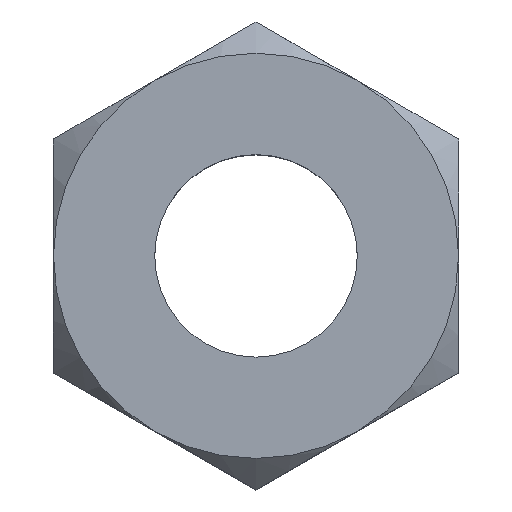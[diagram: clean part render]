
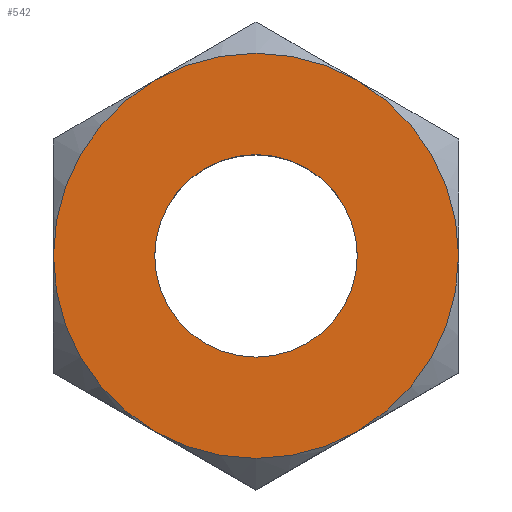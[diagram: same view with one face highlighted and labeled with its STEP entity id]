
A CAD part, top view. The second image highlights one B-rep face of the part: STEP entity #542.
In plain terms, the highlighted planar face has unit normal (0, 0, 1).
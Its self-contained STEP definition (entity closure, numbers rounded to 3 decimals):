
#9 = AXIS2_PLACEMENT_3D ( 'NONE', #563, #69, #691 ) ;
#26 = FACE_OUTER_BOUND ( 'NONE', #301, .T. ) ;
#39 = DIRECTION ( 'NONE',  ( 0., 0., 1. ) ) ;
#40 = EDGE_CURVE ( 'NONE', #575, #160, #726, .T. ) ;
#53 = DIRECTION ( 'NONE',  ( 1., 0., 0. ) ) ;
#69 = DIRECTION ( 'NONE',  ( 0., 0., 1. ) ) ;
#92 = ORIENTED_EDGE ( 'NONE', *, *, #708, .T. ) ;
#93 = VERTEX_POINT ( 'NONE', #509 ) ;
#96 = CIRCLE ( 'NONE', #198, 5. ) ;
#99 = DIRECTION ( 'NONE',  ( 1., 0., 0. ) ) ;
#101 = CARTESIAN_POINT ( 'NONE',  ( 0., 0., 0. ) ) ;
#103 = CARTESIAN_POINT ( 'NONE',  ( 2.5, 0., 0. ) ) ;
#107 = AXIS2_PLACEMENT_3D ( 'NONE', #532, #263, #99 ) ;
#122 = CIRCLE ( 'NONE', #107, 5. ) ;
#129 = EDGE_LOOP ( 'NONE', ( #92, #465 ) ) ;
#151 = CARTESIAN_POINT ( 'NONE',  ( 0., 0., 0. ) ) ;
#152 = ORIENTED_EDGE ( 'NONE', *, *, #624, .T. ) ;
#160 = VERTEX_POINT ( 'NONE', #353 ) ;
#165 = DIRECTION ( 'NONE',  ( 0., 0., 1. ) ) ;
#173 = ORIENTED_EDGE ( 'NONE', *, *, #579, .T. ) ;
#198 = AXIS2_PLACEMENT_3D ( 'NONE', #336, #500, #53 ) ;
#225 = CARTESIAN_POINT ( 'NONE',  ( 0., 0., 0. ) ) ;
#263 = DIRECTION ( 'NONE',  ( 0., 0., 1. ) ) ;
#268 = CARTESIAN_POINT ( 'NONE',  ( 2.5, -4.33, 0. ) ) ;
#300 = CIRCLE ( 'NONE', #426, 5. ) ;
#301 = EDGE_LOOP ( 'NONE', ( #173, #379, #688, #643, #152, #515 ) ) ;
#317 = CARTESIAN_POINT ( 'NONE',  ( -5., 0., 0. ) ) ;
#319 = DIRECTION ( 'NONE',  ( 1., 0., 0. ) ) ;
#321 = CIRCLE ( 'NONE', #322, 5. ) ;
#322 = AXIS2_PLACEMENT_3D ( 'NONE', #151, #165, #601 ) ;
#323 = VERTEX_POINT ( 'NONE', #103 ) ;
#327 = VERTEX_POINT ( 'NONE', #317 ) ;
#336 = CARTESIAN_POINT ( 'NONE',  ( 0., 0., 0. ) ) ;
#339 = DIRECTION ( 'NONE',  ( 1., 0., 0. ) ) ;
#341 = DIRECTION ( 'NONE',  ( 0., 0., 1. ) ) ;
#353 = CARTESIAN_POINT ( 'NONE',  ( -2.5, 4.33, 0. ) ) ;
#376 = CARTESIAN_POINT ( 'NONE',  ( 0., 0., 0. ) ) ;
#379 = ORIENTED_EDGE ( 'NONE', *, *, #40, .T. ) ;
#395 = CIRCLE ( 'NONE', #609, 2.5 ) ;
#422 = DIRECTION ( 'NONE',  ( 0., 0., 1. ) ) ;
#426 = AXIS2_PLACEMENT_3D ( 'NONE', #101, #39, #319 ) ;
#449 = EDGE_CURVE ( 'NONE', #160, #327, #96, .T. ) ;
#465 = ORIENTED_EDGE ( 'NONE', *, *, #711, .T. ) ;
#474 = CARTESIAN_POINT ( 'NONE',  ( 5., 0., 0. ) ) ;
#500 = DIRECTION ( 'NONE',  ( 0., 0., 1. ) ) ;
#504 = DIRECTION ( 'NONE',  ( -1., 0., 0. ) ) ;
#509 = CARTESIAN_POINT ( 'NONE',  ( -2.5, 0., 0. ) ) ;
#515 = ORIENTED_EDGE ( 'NONE', *, *, #574, .T. ) ;
#520 = VERTEX_POINT ( 'NONE', #474 ) ;
#532 = CARTESIAN_POINT ( 'NONE',  ( 0., 0., 0. ) ) ;
#533 = VERTEX_POINT ( 'NONE', #705 ) ;
#542 = ADVANCED_FACE ( 'NONE', ( #26, #642 ), #709, .T. ) ;
#545 = DIRECTION ( 'NONE',  ( 0., 0., -1. ) ) ;
#552 = CARTESIAN_POINT ( 'NONE',  ( 0., 0., 0. ) ) ;
#563 = CARTESIAN_POINT ( 'NONE',  ( 0., 0., 0. ) ) ;
#574 = EDGE_CURVE ( 'NONE', #646, #520, #300, .T. ) ;
#575 = VERTEX_POINT ( 'NONE', #664 ) ;
#579 = EDGE_CURVE ( 'NONE', #520, #575, #321, .T. ) ;
#582 = CIRCLE ( 'NONE', #650, 5. ) ;
#588 = DIRECTION ( 'NONE',  ( 1., 0., 0. ) ) ;
#596 = AXIS2_PLACEMENT_3D ( 'NONE', #620, #341, #339 ) ;
#601 = DIRECTION ( 'NONE',  ( 1., 0., 0. ) ) ;
#603 = EDGE_CURVE ( 'NONE', #327, #533, #582, .T. ) ;
#609 = AXIS2_PLACEMENT_3D ( 'NONE', #225, #621, #504 ) ;
#614 = DIRECTION ( 'NONE',  ( -1., 0., 0. ) ) ;
#620 = CARTESIAN_POINT ( 'NONE',  ( 0., 0., 0. ) ) ;
#621 = DIRECTION ( 'NONE',  ( 0., 0., -1. ) ) ;
#624 = EDGE_CURVE ( 'NONE', #533, #646, #122, .T. ) ;
#642 = FACE_BOUND ( 'NONE', #129, .T. ) ;
#643 = ORIENTED_EDGE ( 'NONE', *, *, #603, .T. ) ;
#646 = VERTEX_POINT ( 'NONE', #268 ) ;
#650 = AXIS2_PLACEMENT_3D ( 'NONE', #376, #422, #588 ) ;
#664 = CARTESIAN_POINT ( 'NONE',  ( 2.5, 4.33, 0. ) ) ;
#665 = AXIS2_PLACEMENT_3D ( 'NONE', #552, #545, #614 ) ;
#679 = CIRCLE ( 'NONE', #665, 2.5 ) ;
#688 = ORIENTED_EDGE ( 'NONE', *, *, #449, .T. ) ;
#691 = DIRECTION ( 'NONE',  ( 1., 0., 0. ) ) ;
#705 = CARTESIAN_POINT ( 'NONE',  ( -2.5, -4.33, 0. ) ) ;
#708 = EDGE_CURVE ( 'NONE', #93, #323, #679, .T. ) ;
#709 = PLANE ( 'NONE',  #9 ) ;
#711 = EDGE_CURVE ( 'NONE', #323, #93, #395, .T. ) ;
#726 = CIRCLE ( 'NONE', #596, 5. ) ;
